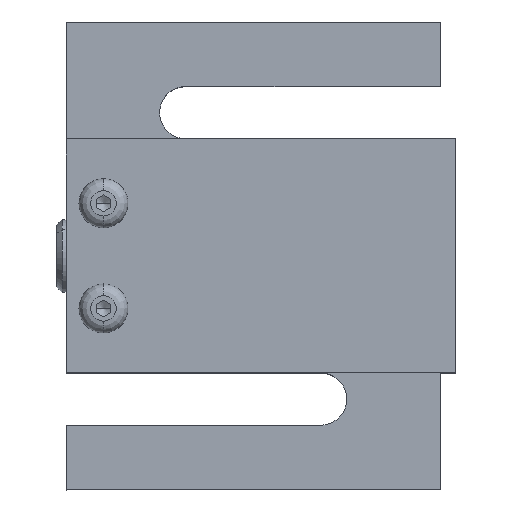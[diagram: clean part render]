
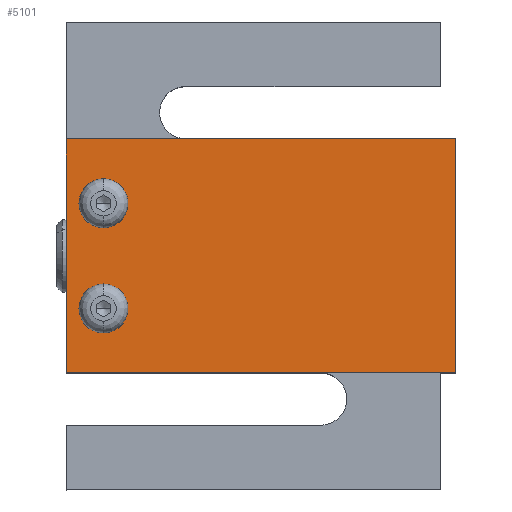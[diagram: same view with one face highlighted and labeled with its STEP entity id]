
A CAD part, top view. The second image highlights one B-rep face of the part: STEP entity #5101.
In plain terms, the highlighted planar face has unit normal (0, 0, 1).
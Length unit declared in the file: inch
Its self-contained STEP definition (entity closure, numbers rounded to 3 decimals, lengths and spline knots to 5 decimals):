
#2106=CARTESIAN_POINT('',(-0.669,-0.281,0.308));
#2107=VERTEX_POINT('',#2106);
#2132=CARTESIAN_POINT('',(-0.931,-0.281,0.308));
#2133=VERTEX_POINT('',#2132);
#2140=CARTESIAN_POINT('',(-0.8,-0.281,0.308));
#2141=DIRECTION('',(0.,0.0,-1.0));
#2142=DIRECTION('',(1.0,0.0,0.));
#2143=AXIS2_PLACEMENT_3D('',#2140,#2141,#2142);
#2144=CIRCLE('',#2143,0.131);
#2145=EDGE_CURVE('',#2107,#2133,#2144,.T.);
#2329=CARTESIAN_POINT('',(-0.8,-0.281,0.308));
#2330=DIRECTION('',(0.,0.0,-1.0));
#2331=DIRECTION('',(1.0,0.0,0.));
#2332=AXIS2_PLACEMENT_3D('',#2329,#2330,#2331);
#2333=CIRCLE('',#2332,0.131);
#2334=EDGE_CURVE('',#2133,#2107,#2333,.T.);
#2666=CARTESIAN_POINT('',(-0.669,0.281,0.308));
#2667=VERTEX_POINT('',#2666);
#2692=CARTESIAN_POINT('',(-0.931,0.281,0.308));
#2693=VERTEX_POINT('',#2692);
#2700=CARTESIAN_POINT('',(-0.8,0.281,0.308));
#2701=DIRECTION('',(0.,0.0,-1.0));
#2702=DIRECTION('',(1.0,0.0,0.));
#2703=AXIS2_PLACEMENT_3D('',#2700,#2701,#2702);
#2704=CIRCLE('',#2703,0.131);
#2705=EDGE_CURVE('',#2667,#2693,#2704,.T.);
#2889=CARTESIAN_POINT('',(-0.8,0.281,0.308));
#2890=DIRECTION('',(0.,0.0,-1.0));
#2891=DIRECTION('',(1.0,0.0,0.));
#2892=AXIS2_PLACEMENT_3D('',#2889,#2890,#2891);
#2893=CIRCLE('',#2892,0.131);
#2894=EDGE_CURVE('',#2693,#2667,#2893,.T.);
#5037=CARTESIAN_POINT('',(1.08,0.625,0.308));
#5038=VERTEX_POINT('',#5037);
#5045=CARTESIAN_POINT('',(1.08,-0.625,0.308));
#5046=VERTEX_POINT('',#5045);
#5047=CARTESIAN_POINT('',(1.08,-0.625,0.308));
#5048=DIRECTION('',(0.0,1.0,0.0));
#5049=VECTOR('',#5048,1.25);
#5050=LINE('',#5047,#5049);
#5051=EDGE_CURVE('',#5046,#5038,#5050,.T.);
#5063=CARTESIAN_POINT('',(1.08,-0.625,0.308));
#5064=DIRECTION('',(0.0,0.0,1.0));
#5065=DIRECTION('',(0.0,-1.0,0.0));
#5066=AXIS2_PLACEMENT_3D('',#5063,#5064,#5065);
#5067=PLANE('',#5066);
#5068=CARTESIAN_POINT('',(-1.,0.625,0.308));
#5069=VERTEX_POINT('',#5068);
#5070=CARTESIAN_POINT('',(1.08,0.625,0.308));
#5071=DIRECTION('',(-1.0,0.0,0.0));
#5072=VECTOR('',#5071,2.08);
#5073=LINE('',#5070,#5072);
#5074=EDGE_CURVE('',#5038,#5069,#5073,.T.);
#5075=ORIENTED_EDGE('',*,*,#5074,.T.);
#5076=CARTESIAN_POINT('',(-1.,-0.625,0.308));
#5077=VERTEX_POINT('',#5076);
#5078=CARTESIAN_POINT('',(-1.,-0.625,0.308));
#5079=DIRECTION('',(0.0,1.0,0.0));
#5080=VECTOR('',#5079,1.25);
#5081=LINE('',#5078,#5080);
#5082=EDGE_CURVE('',#5077,#5069,#5081,.T.);
#5083=ORIENTED_EDGE('',*,*,#5082,.F.);
#5084=CARTESIAN_POINT('',(1.08,-0.625,0.308));
#5085=DIRECTION('',(-1.0,0.0,0.0));
#5086=VECTOR('',#5085,2.08);
#5087=LINE('',#5084,#5086);
#5088=EDGE_CURVE('',#5046,#5077,#5087,.T.);
#5089=ORIENTED_EDGE('',*,*,#5088,.F.);
#5090=ORIENTED_EDGE('',*,*,#5051,.T.);
#5091=EDGE_LOOP('',(#5075,#5083,#5089,#5090));
#5092=FACE_OUTER_BOUND('',#5091,.T.);
#5093=ORIENTED_EDGE('',*,*,#2145,.T.);
#5094=ORIENTED_EDGE('',*,*,#2334,.T.);
#5095=EDGE_LOOP('',(#5093,#5094));
#5096=FACE_BOUND('',#5095,.T.);
#5097=ORIENTED_EDGE('',*,*,#2705,.T.);
#5098=ORIENTED_EDGE('',*,*,#2894,.T.);
#5099=EDGE_LOOP('',(#5097,#5098));
#5100=FACE_BOUND('',#5099,.T.);
#5101=ADVANCED_FACE('',(#5092,#5096,#5100),#5067,.T.);
